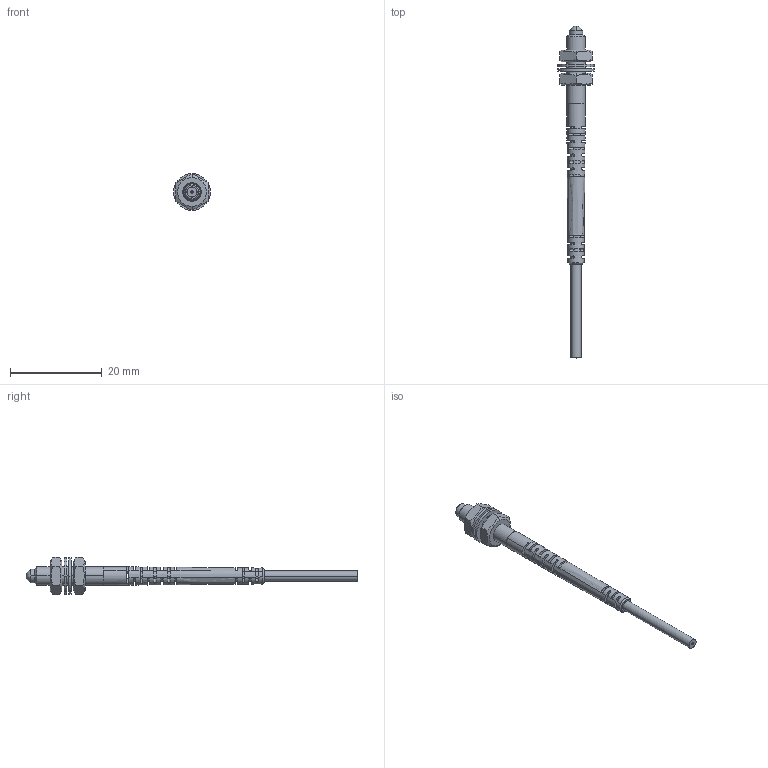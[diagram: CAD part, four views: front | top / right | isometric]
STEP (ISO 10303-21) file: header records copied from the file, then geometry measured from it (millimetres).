
FILE_DESCRIPTION((''),'2;1');
FILE_NAME('199224_ASM','2017-03-16T',('pdmadmin'),('BANNER ENGINEERING'),'CREO PARAMETRIC BY PTC INC, 2016260','CREO PARAMETRIC BY PTC INC, 2016260','');
FILE_SCHEMA(('CONFIG_CONTROL_DESIGN'));
Length unit declared in the file: millimetre
Products named in the file (12): 01_36; 4_10; 02_12; 03_20; PT-Q-COVER_12; 5_4_AF0; ASM0001_ASM_25_AF0_ASM; 40844; 40845; PTS2-420-B2_ASM; 801985_ASM; 199224_ASM
Assembly tree (13 placements, depth 5):
  199224_ASM
    801985_ASM
      PTS2-420-B2_ASM
        ASM0001_ASM_25_AF0_ASM
          01_36
          4_10
          02_12
          03_20
          PT-Q-COVER_12
          5_4_AF0
        40844  x2
        40845  x2
Bounding box: 8 x 72.33 x 8.08 mm (x, y, z)
Volume: 781.2 mm3; surface area: 2247.4 mm2
Topology: 10 solids, 12 shells, 315 faces, 970 edges, 639 vertices
Faces by surface type: cylinder 138, plane 122, cone 24, bspline 24, torus 4, sphere 3
Entity records: 12382 total; most frequent: CARTESIAN_POINT 5159, ORIENTED_EDGE 1600, DIRECTION 1344, EDGE_CURVE 802, VERTEX_POINT 531, AXIS2_PLACEMENT_3D 520, VECTOR 304, LINE 304
